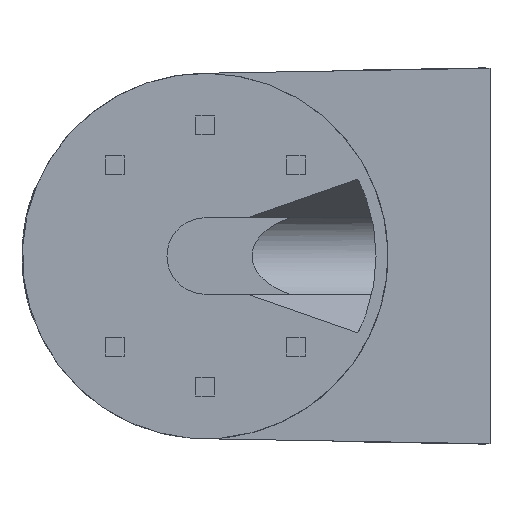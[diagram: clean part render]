
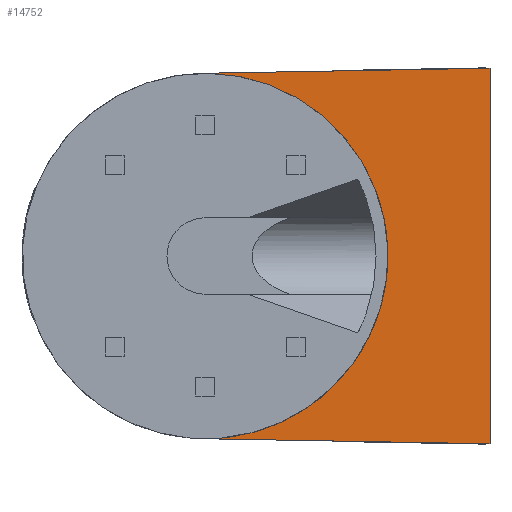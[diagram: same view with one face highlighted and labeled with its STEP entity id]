
A CAD part, front view. The second image highlights one B-rep face of the part: STEP entity #14752.
In plain terms, the highlighted planar face has unit normal (0, -1, 0).
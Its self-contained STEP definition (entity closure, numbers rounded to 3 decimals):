
#901=PLANE('',#15993);
#1689=FACE_OUTER_BOUND('',#2564,.T.);
#2564=EDGE_LOOP('',(#13774,#13775,#13776,#13777,#13778));
#3129=LINE('',#21332,#4720);
#3693=LINE('',#22640,#5284);
#4083=LINE('',#25275,#5674);
#4720=VECTOR('',#17180,10.);
#5284=VECTOR('',#18372,10.);
#5674=VECTOR('',#19744,10.);
#6043=CIRCLE('',#15859,38.5);
#6046=CIRCLE('',#15862,38.5);
#6512=VERTEX_POINT('',#21329);
#6513=VERTEX_POINT('',#21331);
#6942=VERTEX_POINT('',#22637);
#6943=VERTEX_POINT('',#22639);
#7370=VERTEX_POINT('',#25144);
#8123=EDGE_CURVE('',#6512,#6513,#3129,.T.);
#8765=EDGE_CURVE('',#6942,#6943,#3693,.T.);
#9406=EDGE_CURVE('',#7370,#6943,#6043,.T.);
#9410=EDGE_CURVE('',#6512,#7370,#6046,.T.);
#9472=EDGE_CURVE('',#6513,#6942,#4083,.T.);
#13774=ORIENTED_EDGE('',*,*,#9410,.T.);
#13775=ORIENTED_EDGE('',*,*,#9406,.T.);
#13776=ORIENTED_EDGE('',*,*,#8765,.F.);
#13777=ORIENTED_EDGE('',*,*,#9472,.F.);
#13778=ORIENTED_EDGE('',*,*,#8123,.F.);
#14752=ADVANCED_FACE('',(#1689),#901,.F.);
#15859=AXIS2_PLACEMENT_3D('',#25145,#19632,#19633);
#15862=AXIS2_PLACEMENT_3D('',#25151,#19639,#19640);
#15993=AXIS2_PLACEMENT_3D('',#25676,#20023,#20024);
#17180=DIRECTION('',(1.,0.,0.017));
#18372=DIRECTION('',(-1.,0.,0.017));
#19632=DIRECTION('center_axis',(0.,1.,0.));
#19633=DIRECTION('ref_axis',(-0.017,0.,1.));
#19639=DIRECTION('center_axis',(0.,1.,0.));
#19640=DIRECTION('ref_axis',(-0.017,0.,1.));
#19744=DIRECTION('',(0.,0.,-1.));
#20023=DIRECTION('center_axis',(0.,1.,0.));
#20024=DIRECTION('ref_axis',(0.,0.,1.));
#21329=CARTESIAN_POINT('',(-60.67,0.5,78.044));
#21331=CARTESIAN_POINT('',(0.,0.5,79.1));
#21332=CARTESIAN_POINT('',(-13.283,0.5,78.869));
#22637=CARTESIAN_POINT('',(0.,0.5,0.));
#22639=CARTESIAN_POINT('',(-60.67,0.5,1.056));
#22640=CARTESIAN_POINT('',(-43.618,0.5,0.759));
#25144=CARTESIAN_POINT('',(-59.33,0.5,78.044));
#25145=CARTESIAN_POINT('Origin',(-60.,0.5,39.55));
#25151=CARTESIAN_POINT('Origin',(-60.,0.5,39.55));
#25275=CARTESIAN_POINT('',(0.,0.5,19.775));
#25676=CARTESIAN_POINT('Origin',(-25.885,0.5,39.55));
